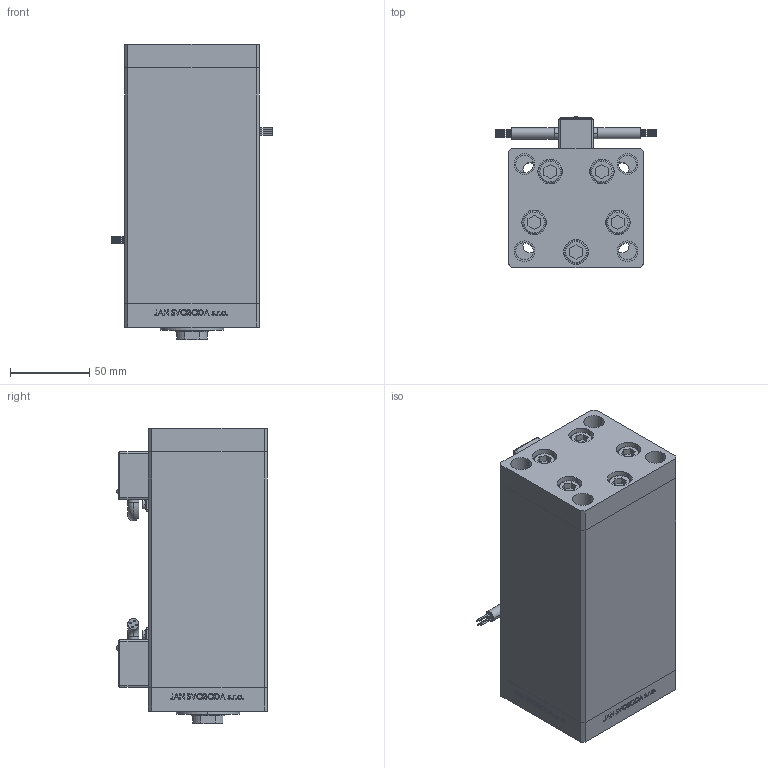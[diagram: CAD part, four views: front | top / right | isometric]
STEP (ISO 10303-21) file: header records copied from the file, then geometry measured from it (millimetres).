
FILE_DESCRIPTION (( 'STEP AP203' ), '1' );
FILE_NAME ('094d.STEP', '2020-10-12T12:31:44', ( '' ), ( '' ), 'SwSTEP 2.0', 'SolidWorks 2019', '' );
FILE_SCHEMA (( 'CONFIG_CONTROL_DESIGN' ));
Length unit declared in the file: millimetre
Products named in the file (7): V220C BACK a64f81ef070544425ad4adf13e86eb1d; Magnetic_Switch_MSU4 a64f81ef070544425ad4adf13e86eb1d; V220C_C CAST PRO VYSUNUTI a64f81ef070544425ad4adf13e86eb1d; V220C_C MIDDLE a64f81ef070544425ad4adf13e86eb1d; 094d; V220C FRONT a64f81ef070544425ad4adf13e86eb1d; ALLEN BOLT a64f81ef070544425ad4adf13e86eb1d
Assembly tree (16 placements, depth 2):
  094d
    ALLEN BOLT a64f81ef070544425ad4adf13e86eb1d  x10
    V220C_C MIDDLE a64f81ef070544425ad4adf13e86eb1d
    V220C BACK a64f81ef070544425ad4adf13e86eb1d
    V220C FRONT a64f81ef070544425ad4adf13e86eb1d
    V220C_C CAST PRO VYSUNUTI a64f81ef070544425ad4adf13e86eb1d
    Magnetic_Switch_MSU4 a64f81ef070544425ad4adf13e86eb1d  x2
Bounding box: 101.6 x 95.1 x 186.5 mm (x, y, z)
Volume: 1004988.5 mm3; surface area: 185922.4 mm2
Topology: 16 solids, 18 shells, 1377 faces, 3363 edges, 2179 vertices
Faces by surface type: plane 624, bspline 380, cylinder 249, cone 52, torus 48, sphere 24
Entity records: 51727 total; most frequent: CARTESIAN_POINT 26990, ORIENTED_EDGE 5420, DIRECTION 3746, EDGE_CURVE 2710, VERTEX_POINT 1790, LINE 1558, VECTOR 1558, EDGE_LOOP 1270
